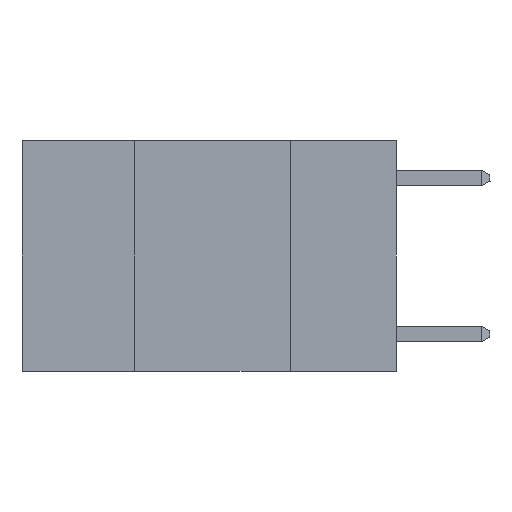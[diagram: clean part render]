
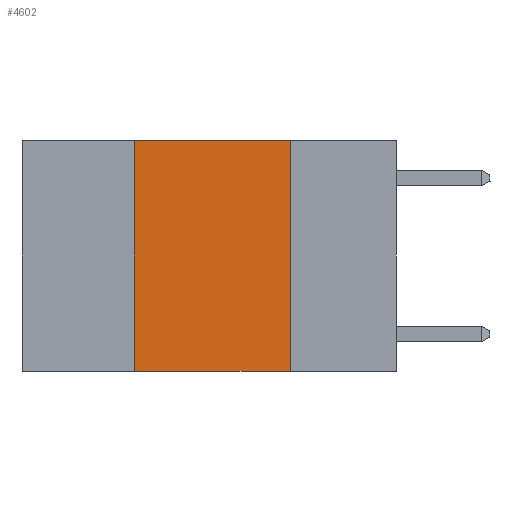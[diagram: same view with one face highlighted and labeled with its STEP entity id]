
A CAD part, left-side view. The second image highlights one B-rep face of the part: STEP entity #4602.
In plain terms, the highlighted planar face has unit normal (-1, 0, 0).
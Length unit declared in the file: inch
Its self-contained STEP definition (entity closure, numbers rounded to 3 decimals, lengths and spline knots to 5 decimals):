
#249 = EDGE_CURVE ( 'NONE', #317, #12580, #5045, .T. ) ;
#317 = VERTEX_POINT ( 'NONE', #6408 ) ;
#325 = EDGE_CURVE ( 'NONE', #8070, #317, #3860, .T. ) ;
#518 = CARTESIAN_POINT ( 'NONE',  ( 0., 0.6, 0. ) ) ;
#1628 = VECTOR ( 'NONE', #8750, 39.37008 ) ;
#1760 = CARTESIAN_POINT ( 'NONE',  ( 0., 0.6, -0.37 ) ) ;
#2010 = VECTOR ( 'NONE', #3060, 39.37008 ) ;
#2195 = VECTOR ( 'NONE', #9924, 39.37008 ) ;
#3060 = DIRECTION ( 'NONE',  ( 0., -1., 0. ) ) ;
#3860 = LINE ( 'NONE', #518, #13505 ) ;
#4602 = ADVANCED_FACE ( 'NONE', ( #12718 ), #11730, .F. ) ;
#4942 = EDGE_CURVE ( 'NONE', #5631, #12580, #8657, .T. ) ;
#5045 = LINE ( 'NONE', #13837, #1628 ) ;
#5631 = VERTEX_POINT ( 'NONE', #10708 ) ;
#5696 = ORIENTED_EDGE ( 'NONE', *, *, #13506, .F. ) ;
#5725 = ORIENTED_EDGE ( 'NONE', *, *, #4942, .T. ) ;
#5947 = CARTESIAN_POINT ( 'NONE',  ( 0., 0.17, -0.37 ) ) ;
#6408 = CARTESIAN_POINT ( 'NONE',  ( 0., 0.17, 0. ) ) ;
#6432 = DIRECTION ( 'NONE',  ( 0., -1., 0. ) ) ;
#6571 = AXIS2_PLACEMENT_3D ( 'NONE', #11659, #11630, #11621 ) ;
#8070 = VERTEX_POINT ( 'NONE', #11403 ) ;
#8657 = LINE ( 'NONE', #1760, #2010 ) ;
#8728 = CARTESIAN_POINT ( 'NONE',  ( 0., 0.42, 0. ) ) ;
#8750 = DIRECTION ( 'NONE',  ( 0., 0., -1. ) ) ;
#9924 = DIRECTION ( 'NONE',  ( 0., 0., 1. ) ) ;
#10708 = CARTESIAN_POINT ( 'NONE',  ( 0., 0.42, -0.37 ) ) ;
#11403 = CARTESIAN_POINT ( 'NONE',  ( 0., 0.42, 0. ) ) ;
#11506 = ORIENTED_EDGE ( 'NONE', *, *, #249, .F. ) ;
#11621 = DIRECTION ( 'NONE',  ( 0., 0., -1. ) ) ;
#11630 = DIRECTION ( 'NONE',  ( 1., 0., 0. ) ) ;
#11659 = CARTESIAN_POINT ( 'NONE',  ( 0., 0.6, 0. ) ) ;
#11730 = PLANE ( 'NONE',  #6571 ) ;
#12575 = ORIENTED_EDGE ( 'NONE', *, *, #325, .F. ) ;
#12580 = VERTEX_POINT ( 'NONE', #5947 ) ;
#12718 = FACE_OUTER_BOUND ( 'NONE', #13848, .T. ) ;
#13505 = VECTOR ( 'NONE', #6432, 39.37008 ) ;
#13506 = EDGE_CURVE ( 'NONE', #5631, #8070, #14759, .T. ) ;
#13837 = CARTESIAN_POINT ( 'NONE',  ( 0., 0.17, 0. ) ) ;
#13848 = EDGE_LOOP ( 'NONE', ( #11506, #12575, #5696, #5725 ) ) ;
#14759 = LINE ( 'NONE', #8728, #2195 ) ;
